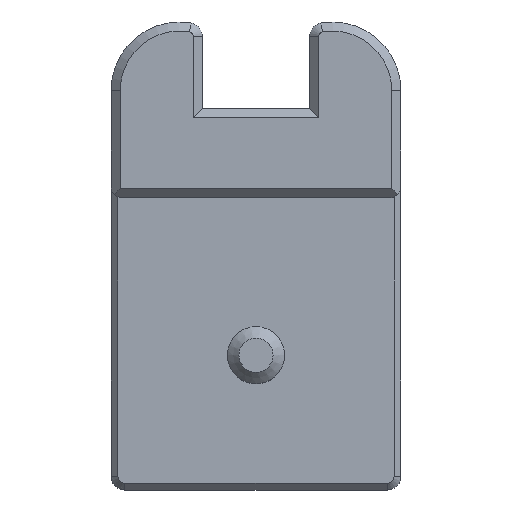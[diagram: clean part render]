
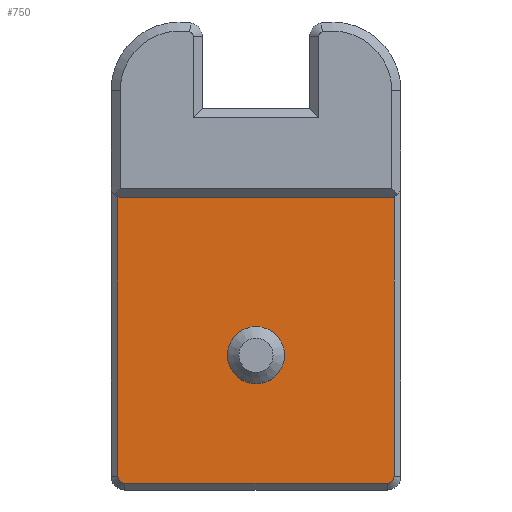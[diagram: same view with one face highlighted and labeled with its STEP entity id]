
A CAD part, top view. The second image highlights one B-rep face of the part: STEP entity #750.
In plain terms, the highlighted planar face has unit normal (0, 0, 1).
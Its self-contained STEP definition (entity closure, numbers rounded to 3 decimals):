
#28=FACE_BOUND('',#125,.T.);
#30=CIRCLE('',#812,0.3);
#32=CIRCLE('',#816,0.3);
#33=CIRCLE('',#820,0.5);
#34=CIRCLE('',#821,0.5);
#35=CIRCLE('',#822,1.25);
#76=FACE_OUTER_BOUND('',#124,.T.);
#124=EDGE_LOOP('',(#519,#520,#521,#522,#523,#524,#525,#526));
#125=EDGE_LOOP('',(#527));
#168=LINE('',#1146,#243);
#174=LINE('',#1161,#249);
#177=LINE('',#1173,#252);
#178=LINE('',#1178,#253);
#243=VECTOR('',#900,10.);
#249=VECTOR('',#914,10.);
#252=VECTOR('',#927,10.);
#253=VECTOR('',#932,10.);
#325=VERTEX_POINT('',#1143);
#326=VERTEX_POINT('',#1145);
#328=VERTEX_POINT('',#1151);
#330=VERTEX_POINT('',#1157);
#332=VERTEX_POINT('',#1163);
#334=VERTEX_POINT('',#1169);
#336=VERTEX_POINT('',#1175);
#337=VERTEX_POINT('',#1177);
#338=VERTEX_POINT('',#1180);
#390=EDGE_CURVE('',#325,#326,#168,.T.);
#395=EDGE_CURVE('',#326,#328,#30,.T.);
#398=EDGE_CURVE('',#328,#330,#174,.T.);
#401=EDGE_CURVE('',#330,#332,#32,.T.);
#404=EDGE_CURVE('',#332,#334,#177,.T.);
#405=EDGE_CURVE('',#336,#325,#33,.F.);
#406=EDGE_CURVE('',#336,#337,#178,.F.);
#407=EDGE_CURVE('',#334,#337,#34,.F.);
#408=EDGE_CURVE('',#338,#338,#35,.T.);
#519=ORIENTED_EDGE('',*,*,#404,.F.);
#520=ORIENTED_EDGE('',*,*,#401,.F.);
#521=ORIENTED_EDGE('',*,*,#398,.F.);
#522=ORIENTED_EDGE('',*,*,#395,.F.);
#523=ORIENTED_EDGE('',*,*,#390,.F.);
#524=ORIENTED_EDGE('',*,*,#405,.F.);
#525=ORIENTED_EDGE('',*,*,#406,.T.);
#526=ORIENTED_EDGE('',*,*,#407,.F.);
#527=ORIENTED_EDGE('',*,*,#408,.T.);
#722=PLANE('',#819);
#750=ADVANCED_FACE('',(#76,#28),#722,.T.);
#812=AXIS2_PLACEMENT_3D('',#1155,#908,#909);
#816=AXIS2_PLACEMENT_3D('',#1167,#920,#921);
#819=AXIS2_PLACEMENT_3D('',#1174,#928,#929);
#820=AXIS2_PLACEMENT_3D('',#1176,#930,#931);
#821=AXIS2_PLACEMENT_3D('',#1179,#933,#934);
#822=AXIS2_PLACEMENT_3D('',#1181,#935,#936);
#900=DIRECTION('',(0.,-1.,0.));
#908=DIRECTION('center_axis',(0.,0.,-1.));
#909=DIRECTION('ref_axis',(0.707,-0.707,0.));
#914=DIRECTION('',(-1.,0.,0.));
#920=DIRECTION('center_axis',(0.,0.,-1.));
#921=DIRECTION('ref_axis',(-0.707,-0.707,0.));
#927=DIRECTION('',(0.,1.,0.));
#928=DIRECTION('center_axis',(0.,0.,1.));
#929=DIRECTION('ref_axis',(1.,0.,0.));
#930=DIRECTION('center_axis',(0.,0.,-1.));
#931=DIRECTION('ref_axis',(0.707,-0.707,0.));
#932=DIRECTION('',(1.,0.,0.));
#933=DIRECTION('center_axis',(0.,0.,-1.));
#934=DIRECTION('ref_axis',(-0.707,-0.707,0.));
#935=DIRECTION('center_axis',(0.,0.,-1.));
#936=DIRECTION('ref_axis',(1.,0.,0.));
#1143=CARTESIAN_POINT('',(6.05,7.442,0.));
#1145=CARTESIAN_POINT('',(6.05,-4.8,0.));
#1146=CARTESIAN_POINT('',(6.05,9.975,0.));
#1151=CARTESIAN_POINT('',(5.75,-5.1,0.));
#1155=CARTESIAN_POINT('Origin',(5.75,-4.8,0.));
#1157=CARTESIAN_POINT('',(-5.75,-5.1,0.));
#1161=CARTESIAN_POINT('',(3.175,-5.1,0.));
#1163=CARTESIAN_POINT('',(-6.05,-4.8,0.));
#1167=CARTESIAN_POINT('Origin',(-5.75,-4.8,0.));
#1169=CARTESIAN_POINT('',(-6.05,7.442,0.));
#1173=CARTESIAN_POINT('',(-6.05,-0.275,0.));
#1174=CARTESIAN_POINT('Origin',(0.,4.85,0.));
#1175=CARTESIAN_POINT('',(5.85,7.4,0.));
#1176=CARTESIAN_POINT('Origin',(5.85,7.9,0.));
#1177=CARTESIAN_POINT('',(-5.85,7.4,0.));
#1178=CARTESIAN_POINT('',(3.175,7.4,0.));
#1179=CARTESIAN_POINT('Origin',(-5.85,7.9,0.));
#1180=CARTESIAN_POINT('',(-1.25,0.5,0.));
#1181=CARTESIAN_POINT('Origin',(0.,0.5,0.));
